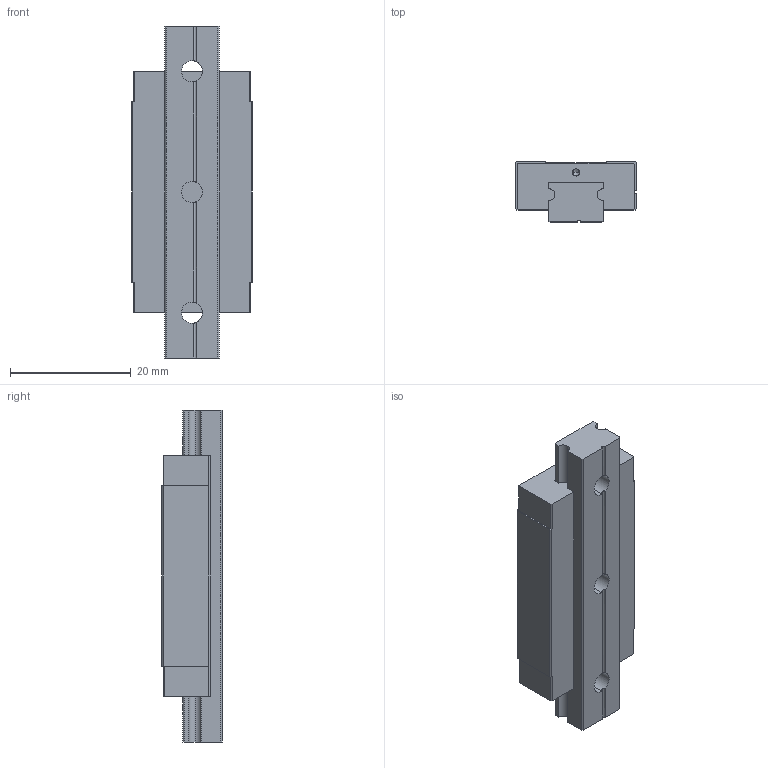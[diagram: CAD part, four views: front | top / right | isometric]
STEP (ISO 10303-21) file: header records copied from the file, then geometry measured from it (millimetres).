
FILE_DESCRIPTION(('STEP AP242'),'1');
FILE_NAME('mgn9h.stp','2022-11-07T22:24:24',('TraceParts'),('TraceParts S.A.'),'Spatial InterOp 3D',' ',' ');
FILE_SCHEMA(('AP242_MANAGED_MODEL_BASED_3D_ENGINEERING_MIM_LF {1 0 10303 442 1 1 4}'));
Length unit declared in the file: millimetre
Products named in the file (1): mgn9h_1
Bounding box: 20 x 10 x 55 mm (x, y, z)
Volume: 7280.6 mm3; surface area: 5234.2 mm2
Topology: 2 solids, 2 shells, 104 faces, 284 edges, 178 vertices
Faces by surface type: plane 54, cylinder 38, cone 12
Entity records: 3277 total; most frequent: CARTESIAN_POINT 622, DIRECTION 554, ORIENTED_EDGE 544, EDGE_CURVE 272, LINE 190, VECTOR 190, AXIS2_PLACEMENT_3D 182, VERTEX_POINT 178
